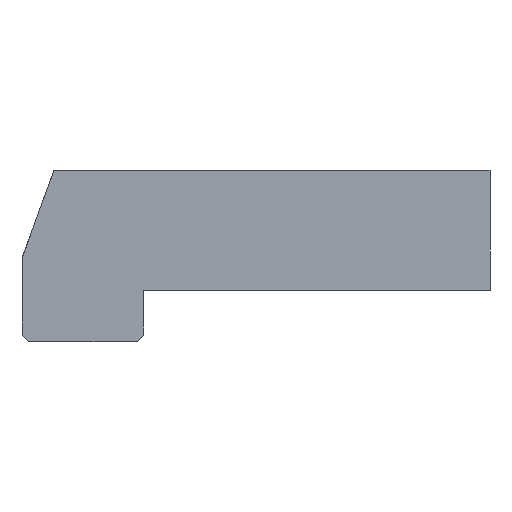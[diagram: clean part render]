
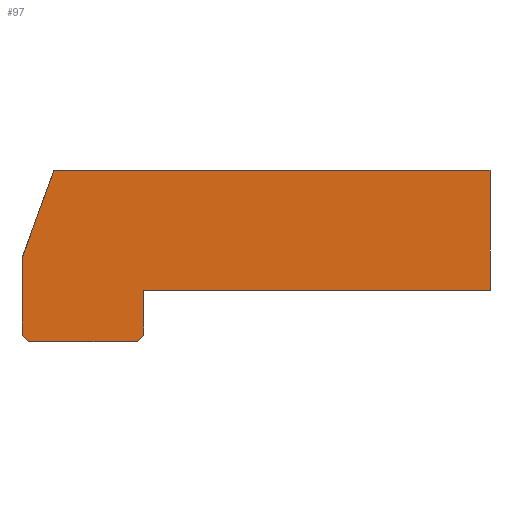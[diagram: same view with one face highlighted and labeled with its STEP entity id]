
A CAD part, left-side view. The second image highlights one B-rep face of the part: STEP entity #97.
In plain terms, the highlighted planar face has unit normal (-1, 0, 0).
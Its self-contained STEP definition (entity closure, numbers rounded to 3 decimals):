
#97=ADVANCED_FACE('',(#175),#176,.F.);
#175=FACE_OUTER_BOUND('',#301,.T.);
#176=PLANE('',#302);
#301=EDGE_LOOP('',(#537,#538,#539,#540,#541,#542,#543,#544,#545));
#302=AXIS2_PLACEMENT_3D('',#546,#547,#548);
#537=ORIENTED_EDGE('',*,*,#900,.F.);
#538=ORIENTED_EDGE('',*,*,#901,.T.);
#539=ORIENTED_EDGE('',*,*,#902,.T.);
#540=ORIENTED_EDGE('',*,*,#903,.T.);
#541=ORIENTED_EDGE('',*,*,#904,.T.);
#542=ORIENTED_EDGE('',*,*,#905,.T.);
#543=ORIENTED_EDGE('',*,*,#906,.F.);
#544=ORIENTED_EDGE('',*,*,#907,.T.);
#545=ORIENTED_EDGE('',*,*,#908,.F.);
#546=CARTESIAN_POINT('',(116.,650.,27.65));
#547=DIRECTION('',(1.0,0.,0.));
#548=DIRECTION('',(0.0,1.0,0.));
#900=EDGE_CURVE('',#1108,#1109,#1110,.T.);
#901=EDGE_CURVE('',#1108,#1111,#1112,.T.);
#902=EDGE_CURVE('',#1111,#1113,#1114,.T.);
#903=EDGE_CURVE('',#1113,#1115,#1116,.T.);
#904=EDGE_CURVE('',#1115,#1117,#1118,.T.);
#905=EDGE_CURVE('',#1117,#1119,#1120,.T.);
#906=EDGE_CURVE('',#1121,#1119,#1122,.T.);
#907=EDGE_CURVE('',#1121,#1123,#1124,.T.);
#908=EDGE_CURVE('',#1109,#1123,#1125,.T.);
#1108=VERTEX_POINT('',#1398);
#1109=VERTEX_POINT('',#1399);
#1110=LINE('',#1400,#1401);
#1111=VERTEX_POINT('',#1402);
#1112=LINE('',#1403,#1404);
#1113=VERTEX_POINT('',#1405);
#1114=LINE('',#1406,#1407);
#1115=VERTEX_POINT('',#1408);
#1116=LINE('',#1409,#1410);
#1117=VERTEX_POINT('',#1411);
#1118=LINE('',#1412,#1413);
#1119=VERTEX_POINT('',#1414);
#1120=LINE('',#1415,#1416);
#1121=VERTEX_POINT('',#1417);
#1122=LINE('',#1418,#1419);
#1123=VERTEX_POINT('',#1420);
#1124=LINE('',#1421,#1422);
#1125=LINE('',#1423,#1424);
#1398=CARTESIAN_POINT('',(116.,203.251,64.534));
#1399=CARTESIAN_POINT('',(116.,135.235,64.534));
#1400=CARTESIAN_POINT('',(116.,650.,64.534));
#1401=VECTOR('',#1643,1.0);
#1402=CARTESIAN_POINT('',(116.,208.235,50.839));
#1403=CARTESIAN_POINT('',(116.,214.0,35.));
#1404=VECTOR('',#1644,1.0);
#1405=CARTESIAN_POINT('',(116.,208.235,38.839));
#1406=CARTESIAN_POINT('',(116.,208.235,45.839));
#1407=VECTOR('',#1645,1.0);
#1408=CARTESIAN_POINT('',(116.,207.235,37.839));
#1409=CARTESIAN_POINT('',(116.,207.235,37.839));
#1410=VECTOR('',#1646,1.0);
#1411=CARTESIAN_POINT('',(116.,190.235,37.839));
#1412=CARTESIAN_POINT('',(116.,204.235,37.839));
#1413=VECTOR('',#1647,1.0);
#1414=CARTESIAN_POINT('',(116.,189.235,38.839));
#1415=CARTESIAN_POINT('',(116.,189.235,38.839));
#1416=VECTOR('',#1648,1.0);
#1417=CARTESIAN_POINT('',(116.,189.235,45.839));
#1418=CARTESIAN_POINT('',(116.,189.235,45.839));
#1419=VECTOR('',#1649,1.0);
#1420=CARTESIAN_POINT('',(116.,135.235,45.839));
#1421=CARTESIAN_POINT('',(116.,650.,45.839));
#1422=VECTOR('',#1650,1.0);
#1423=CARTESIAN_POINT('',(116.,135.235,-6.35));
#1424=VECTOR('',#1651,1.0);
#1643=DIRECTION('',(0.,-1.0,0.0));
#1644=DIRECTION('',(0.,0.342,-0.94));
#1645=DIRECTION('',(0.,0.,-1.0));
#1646=DIRECTION('',(0.,-0.707,-0.707));
#1647=DIRECTION('',(0.,-1.0,0.));
#1648=DIRECTION('',(0.,-0.707,0.707));
#1649=DIRECTION('',(0.,0.,-1.0));
#1650=DIRECTION('',(0.,-1.0,0.0));
#1651=DIRECTION('',(0.,0.,-1.0));
